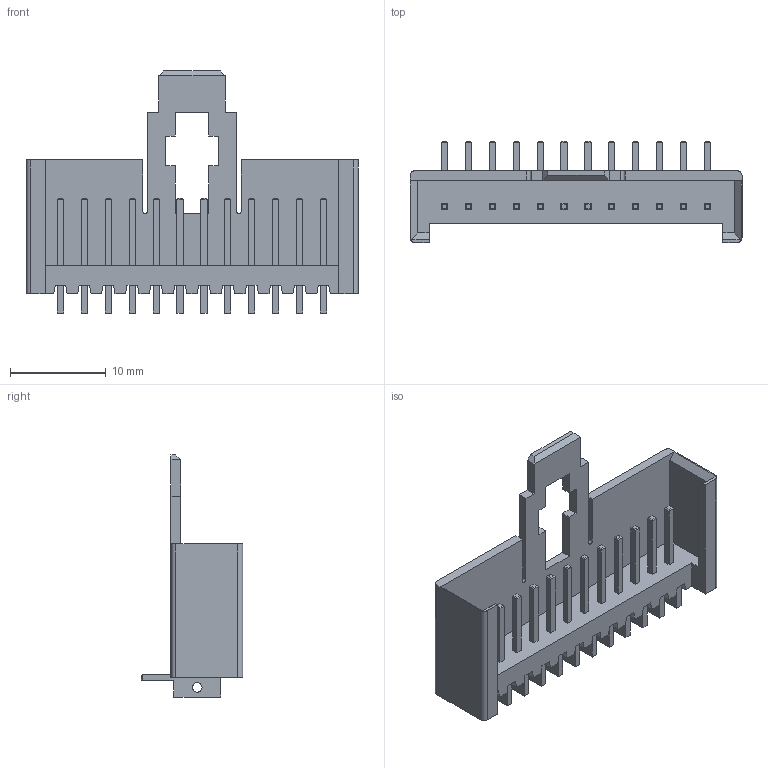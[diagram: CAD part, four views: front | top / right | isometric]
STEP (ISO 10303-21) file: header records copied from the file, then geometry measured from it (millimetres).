
FILE_DESCRIPTION(/* description */ (''),/* implementation_level */ '2;1');
FILE_NAME(/* name */ 'Stocko_MKS_2862-6-0-1212_1x12_P2.50mm_Horizontal.step',/* time_stamp */ '2024-08-09T17:11:48+02:00',/* author */ (''),/* organization */ (''),/* preprocessor_version */ 'ST-DEVELOPER v20',/* originating_system */ 'Autodesk Translation Framework v13.14.0.145',/* authorisation */ '');
FILE_SCHEMA (('AUTOMOTIVE_DESIGN { 1 0 10303 214 3 1 1 }'));
Length unit declared in the file: millimetre
Products named in the file (1): Stocko_MKS_28XX-6-0-303_1xN_P2.50mm_Horizontal
Bounding box: 34.7 x 10.6 x 25.3 mm (x, y, z)
Volume: 1218.5 mm3; surface area: 2673.9 mm2
Topology: 1 solids, 1 shells, 381 faces, 965 edges, 610 vertices
Faces by surface type: plane 363, cylinder 18
Full cylindrical faces by diameter (mm): 1 x12
Entity records: 11421 total; most frequent: CARTESIAN_POINT 1957, ORIENTED_EDGE 1930, DIRECTION 1765, EDGE_CURVE 965, LINE 929, VECTOR 929, VERTEX_POINT 610, EDGE_LOOP 431
